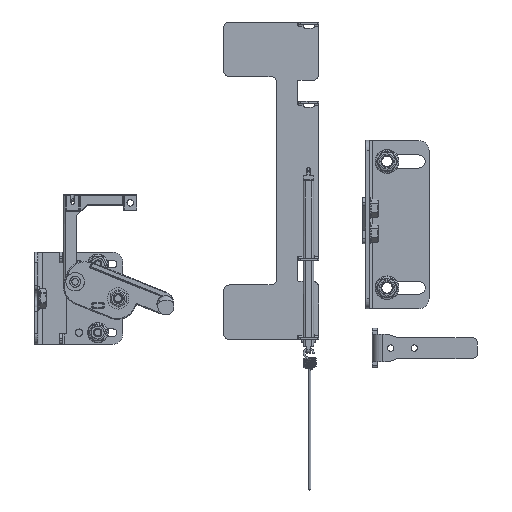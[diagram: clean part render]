
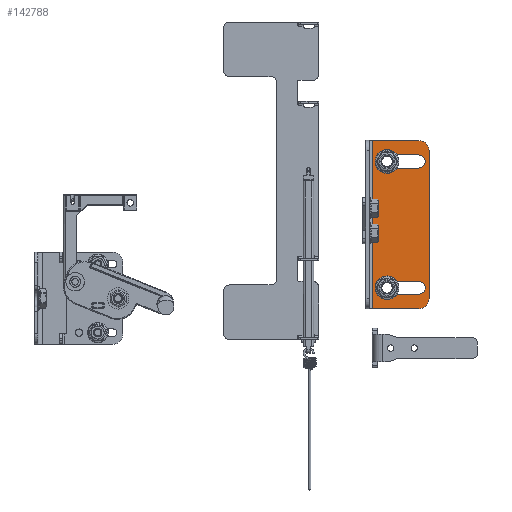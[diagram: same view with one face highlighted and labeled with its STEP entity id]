
A CAD part, top view. The second image highlights one B-rep face of the part: STEP entity #142788.
In plain terms, the highlighted planar face has unit normal (0, 0, 1).
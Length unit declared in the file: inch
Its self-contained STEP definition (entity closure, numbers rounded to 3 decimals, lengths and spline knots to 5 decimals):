
#375 = EDGE_CURVE ( 'NONE', #92092, #134123, #3773, .T. ) ;
#705 = DIRECTION ( 'NONE',  ( 0., 0., -1. ) ) ;
#2980 = DIRECTION ( 'NONE',  ( 0., 0., 1. ) ) ;
#3773 = LINE ( 'NONE', #13035, #43963 ) ;
#4289 = CARTESIAN_POINT ( 'NONE',  ( 3.625, 2.63621, -0.894 ) ) ;
#4727 = VERTEX_POINT ( 'NONE', #75132 ) ;
#5908 = CIRCLE ( 'NONE', #118632, 0.25 ) ;
#7324 = DIRECTION ( 'NONE',  ( 0., 0., -1. ) ) ;
#7914 = VECTOR ( 'NONE', #47844, 39.37008 ) ;
#8559 = DIRECTION ( 'NONE',  ( 0., 0., 1. ) ) ;
#9123 = ORIENTED_EDGE ( 'NONE', *, *, #375, .F. ) ;
#10720 = DIRECTION ( 'NONE',  ( -1., 0., 0. ) ) ;
#10766 = VERTEX_POINT ( 'NONE', #115417 ) ;
#11300 = VECTOR ( 'NONE', #122856, 39.37008 ) ;
#12952 = FACE_OUTER_BOUND ( 'NONE', #119035, .T. ) ;
#13035 = CARTESIAN_POINT ( 'NONE',  ( 3.875, 2.63621, -0.894 ) ) ;
#13699 = FACE_BOUND ( 'NONE', #141533, .T. ) ;
#16981 = EDGE_LOOP ( 'NONE', ( #93857, #120686, #65190, #133459 ) ) ;
#17704 = ORIENTED_EDGE ( 'NONE', *, *, #118631, .F. ) ;
#18813 = AXIS2_PLACEMENT_3D ( 'NONE', #93328, #34199, #102587 ) ;
#21967 = CARTESIAN_POINT ( 'NONE',  ( 3.625, -0.70779, -0.894 ) ) ;
#27050 = LINE ( 'NONE', #73867, #7914 ) ;
#28181 = CARTESIAN_POINT ( 'NONE',  ( 2.875, -0.36379, -0.894 ) ) ;
#28894 = EDGE_CURVE ( 'NONE', #10766, #110341, #116483, .T. ) ;
#29216 = LINE ( 'NONE', #120553, #11300 ) ;
#29309 = CARTESIAN_POINT ( 'NONE',  ( 3.875, -0.70779, -0.894 ) ) ;
#30832 = EDGE_CURVE ( 'NONE', #98073, #66724, #29216, .T. ) ;
#31653 = LINE ( 'NONE', #90021, #135906 ) ;
#32225 = DIRECTION ( 'NONE',  ( 0., 0., -1. ) ) ;
#32792 = CARTESIAN_POINT ( 'NONE',  ( 3.625, 2.94821, -0.894 ) ) ;
#33613 = CIRCLE ( 'NONE', #18813, 0.156 ) ;
#34014 = CARTESIAN_POINT ( 'NONE',  ( 3.875, -0.70779, -0.894 ) ) ;
#34199 = DIRECTION ( 'NONE',  ( 0., 0., 1. ) ) ;
#34707 = ORIENTED_EDGE ( 'NONE', *, *, #30832, .F. ) ;
#35523 = VERTEX_POINT ( 'NONE', #78633 ) ;
#38746 = AXIS2_PLACEMENT_3D ( 'NONE', #112964, #8559, #103001 ) ;
#38911 = CARTESIAN_POINT ( 'NONE',  ( 3.625, -0.05179, -0.894 ) ) ;
#39812 = EDGE_CURVE ( 'NONE', #101432, #4727, #147251, .T. ) ;
#40825 = DIRECTION ( 'NONE',  ( 0., -1., 0. ) ) ;
#40974 = CARTESIAN_POINT ( 'NONE',  ( 3.625, -0.20779, -0.894 ) ) ;
#43963 = VECTOR ( 'NONE', #106697, 39.37008 ) ;
#44567 = CARTESIAN_POINT ( 'NONE',  ( 3.875, -0.45779, -0.894 ) ) ;
#45793 = AXIS2_PLACEMENT_3D ( 'NONE', #62791, #2980, #95899 ) ;
#47524 = CARTESIAN_POINT ( 'NONE',  ( 3.875, -0.05179, -0.894 ) ) ;
#47528 = ORIENTED_EDGE ( 'NONE', *, *, #58322, .F. ) ;
#47844 = DIRECTION ( 'NONE',  ( 1., 0., 0. ) ) ;
#50901 = AXIS2_PLACEMENT_3D ( 'NONE', #40974, #111586, #147669 ) ;
#52928 = VERTEX_POINT ( 'NONE', #98558 ) ;
#56578 = DIRECTION ( 'NONE',  ( 1., 0., 0. ) ) ;
#58273 = CIRCLE ( 'NONE', #38746, 0.156 ) ;
#58322 = EDGE_CURVE ( 'NONE', #134123, #98073, #33613, .T. ) ;
#59598 = VECTOR ( 'NONE', #139948, 39.37008 ) ;
#62791 = CARTESIAN_POINT ( 'NONE',  ( 2.875, 2.79221, -0.894 ) ) ;
#62830 = VECTOR ( 'NONE', #56578, 39.37008 ) ;
#64076 = DIRECTION ( 'NONE',  ( -1., 0., 0. ) ) ;
#65124 = EDGE_CURVE ( 'NONE', #74278, #72428, #5908, .T. ) ;
#65190 = ORIENTED_EDGE ( 'NONE', *, *, #39812, .F. ) ;
#66724 = VERTEX_POINT ( 'NONE', #151231 ) ;
#69285 = LINE ( 'NONE', #34014, #59598 ) ;
#70554 = VERTEX_POINT ( 'NONE', #38911 ) ;
#70987 = EDGE_CURVE ( 'NONE', #110341, #74278, #99227, .T. ) ;
#71274 = FACE_BOUND ( 'NONE', #16981, .T. ) ;
#71551 = ORIENTED_EDGE ( 'NONE', *, *, #87619, .F. ) ;
#72428 = VERTEX_POINT ( 'NONE', #21967 ) ;
#73186 = AXIS2_PLACEMENT_3D ( 'NONE', #118091, #705, #104388 ) ;
#73867 = CARTESIAN_POINT ( 'NONE',  ( 3.875, 3.29221, -0.894 ) ) ;
#74278 = VERTEX_POINT ( 'NONE', #44567 ) ;
#75132 = CARTESIAN_POINT ( 'NONE',  ( 3.625, -0.36379, -0.894 ) ) ;
#75625 = CARTESIAN_POINT ( 'NONE',  ( 3.625, 3.04221, -0.894 ) ) ;
#77971 = ORIENTED_EDGE ( 'NONE', *, *, #113881, .F. ) ;
#78633 = CARTESIAN_POINT ( 'NONE',  ( 2.875, -0.05179, -0.894 ) ) ;
#78983 = ORIENTED_EDGE ( 'NONE', *, *, #65124, .F. ) ;
#79008 = ORIENTED_EDGE ( 'NONE', *, *, #28894, .F. ) ;
#79052 = DIRECTION ( 'NONE',  ( -1., 0., 0. ) ) ;
#83152 = VERTEX_POINT ( 'NONE', #102714 ) ;
#84298 = PLANE ( 'NONE',  #73186 ) ;
#87004 = VECTOR ( 'NONE', #40825, 39.37008 ) ;
#87619 = EDGE_CURVE ( 'NONE', #66724, #92092, #92519, .T. ) ;
#89838 = EDGE_CURVE ( 'NONE', #4727, #70554, #107365, .T. ) ;
#90021 = CARTESIAN_POINT ( 'NONE',  ( 2.525, -0.70779, -0.894 ) ) ;
#91511 = EDGE_CURVE ( 'NONE', #35523, #101432, #58273, .T. ) ;
#92092 = VERTEX_POINT ( 'NONE', #118027 ) ;
#92519 = CIRCLE ( 'NONE', #45793, 0.156 ) ;
#93328 = CARTESIAN_POINT ( 'NONE',  ( 3.625, 2.79221, -0.894 ) ) ;
#93857 = ORIENTED_EDGE ( 'NONE', *, *, #104512, .F. ) ;
#93894 = ORIENTED_EDGE ( 'NONE', *, *, #97788, .F. ) ;
#95899 = DIRECTION ( 'NONE',  ( 1., 0., 0. ) ) ;
#97788 = EDGE_CURVE ( 'NONE', #52928, #83152, #31653, .T. ) ;
#98073 = VERTEX_POINT ( 'NONE', #32792 ) ;
#98558 = CARTESIAN_POINT ( 'NONE',  ( 2.525, -0.70779, -0.894 ) ) ;
#99227 = LINE ( 'NONE', #29309, #87004 ) ;
#100052 = DIRECTION ( 'NONE',  ( 0., 1., 0. ) ) ;
#101432 = VERTEX_POINT ( 'NONE', #28181 ) ;
#102587 = DIRECTION ( 'NONE',  ( 1., 0., 0. ) ) ;
#102714 = CARTESIAN_POINT ( 'NONE',  ( 2.525, 3.29221, -0.894 ) ) ;
#103001 = DIRECTION ( 'NONE',  ( 1., 0., 0. ) ) ;
#104388 = DIRECTION ( 'NONE',  ( -1., 0., 0. ) ) ;
#104512 = EDGE_CURVE ( 'NONE', #70554, #35523, #127383, .T. ) ;
#106697 = DIRECTION ( 'NONE',  ( 1., 0., 0. ) ) ;
#107365 = CIRCLE ( 'NONE', #50901, 0.156 ) ;
#109128 = AXIS2_PLACEMENT_3D ( 'NONE', #75625, #7324, #64076 ) ;
#110341 = VERTEX_POINT ( 'NONE', #136817 ) ;
#111586 = DIRECTION ( 'NONE',  ( 0., 0., 1. ) ) ;
#112964 = CARTESIAN_POINT ( 'NONE',  ( 2.875, -0.20779, -0.894 ) ) ;
#113881 = EDGE_CURVE ( 'NONE', #83152, #10766, #27050, .T. ) ;
#115417 = CARTESIAN_POINT ( 'NONE',  ( 3.625, 3.29221, -0.894 ) ) ;
#116483 = CIRCLE ( 'NONE', #109128, 0.25 ) ;
#118027 = CARTESIAN_POINT ( 'NONE',  ( 2.875, 2.63621, -0.894 ) ) ;
#118091 = CARTESIAN_POINT ( 'NONE',  ( 3.875, -0.70779, -0.894 ) ) ;
#118631 = EDGE_CURVE ( 'NONE', #72428, #52928, #69285, .T. ) ;
#118632 = AXIS2_PLACEMENT_3D ( 'NONE', #137418, #32225, #79052 ) ;
#119035 = EDGE_LOOP ( 'NONE', ( #17704, #78983, #128037, #79008, #77971, #93894 ) ) ;
#120541 = VECTOR ( 'NONE', #10720, 39.37008 ) ;
#120553 = CARTESIAN_POINT ( 'NONE',  ( 3.875, 2.94821, -0.894 ) ) ;
#120686 = ORIENTED_EDGE ( 'NONE', *, *, #89838, .F. ) ;
#122856 = DIRECTION ( 'NONE',  ( -1., 0., 0. ) ) ;
#127383 = LINE ( 'NONE', #47524, #120541 ) ;
#127950 = CARTESIAN_POINT ( 'NONE',  ( 3.875, -0.36379, -0.894 ) ) ;
#128037 = ORIENTED_EDGE ( 'NONE', *, *, #70987, .F. ) ;
#133459 = ORIENTED_EDGE ( 'NONE', *, *, #91511, .F. ) ;
#134123 = VERTEX_POINT ( 'NONE', #4289 ) ;
#135906 = VECTOR ( 'NONE', #100052, 39.37008 ) ;
#136817 = CARTESIAN_POINT ( 'NONE',  ( 3.875, 3.04221, -0.894 ) ) ;
#137418 = CARTESIAN_POINT ( 'NONE',  ( 3.625, -0.45779, -0.894 ) ) ;
#139948 = DIRECTION ( 'NONE',  ( -1., 0., 0. ) ) ;
#141533 = EDGE_LOOP ( 'NONE', ( #47528, #9123, #71551, #34707 ) ) ;
#142788 = ADVANCED_FACE ( 'NONE', ( #12952, #13699, #71274 ), #84298, .F. ) ;
#147251 = LINE ( 'NONE', #127950, #62830 ) ;
#147669 = DIRECTION ( 'NONE',  ( 1., 0., 0. ) ) ;
#151231 = CARTESIAN_POINT ( 'NONE',  ( 2.875, 2.94821, -0.894 ) ) ;
